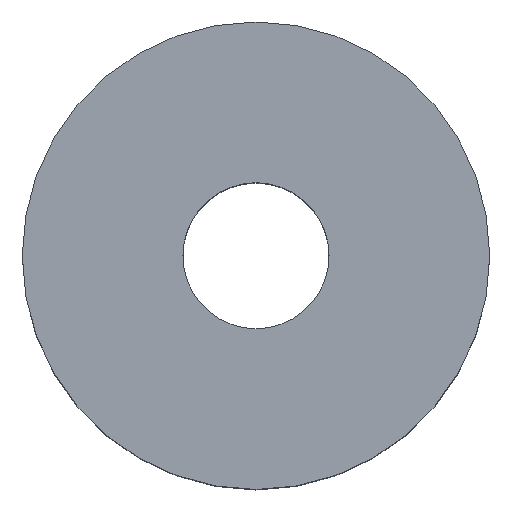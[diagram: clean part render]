
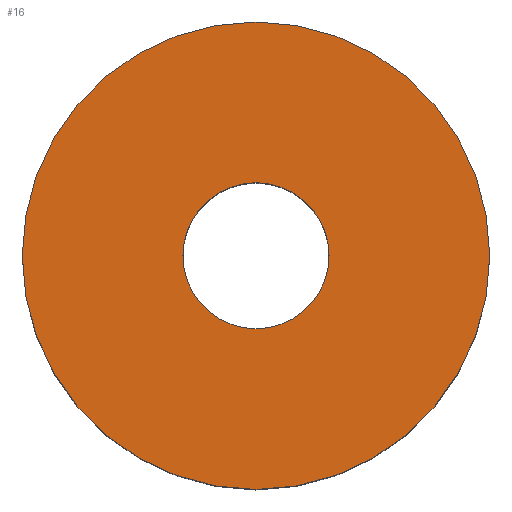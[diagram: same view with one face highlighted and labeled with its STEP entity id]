
A CAD part, top view. The second image highlights one B-rep face of the part: STEP entity #16.
In plain terms, the highlighted planar face has unit normal (0, 0, 1).
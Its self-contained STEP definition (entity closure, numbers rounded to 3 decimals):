
#3 = ORIENTED_EDGE ( 'NONE', *, *, #64, .F. ) ;
#5 = EDGE_LOOP ( 'NONE', ( #60, #3 ) ) ;
#8 = AXIS2_PLACEMENT_3D ( 'NONE', #162, #139, #125 ) ;
#12 = EDGE_LOOP ( 'NONE', ( #192, #237 ) ) ;
#13 = CARTESIAN_POINT ( 'NONE',  ( -56.6, -31.001, 13. ) ) ;
#16 = ADVANCED_FACE ( 'NONE', ( #245, #155 ), #29, .T. ) ;
#29 = PLANE ( 'NONE',  #96 ) ;
#31 = DIRECTION ( 'NONE',  ( 0., 0., 1. ) ) ;
#34 = EDGE_CURVE ( 'NONE', #198, #116, #105, .T. ) ;
#48 = AXIS2_PLACEMENT_3D ( 'NONE', #217, #135, #197 ) ;
#49 = DIRECTION ( 'NONE',  ( 1., 0., 0. ) ) ;
#60 = ORIENTED_EDGE ( 'NONE', *, *, #222, .F. ) ;
#61 = AXIS2_PLACEMENT_3D ( 'NONE', #68, #158, #159 ) ;
#64 = EDGE_CURVE ( 'NONE', #211, #127, #147, .T. ) ;
#68 = CARTESIAN_POINT ( 'NONE',  ( -56.6, -31.001, 13. ) ) ;
#70 = EDGE_CURVE ( 'NONE', #116, #198, #71, .T. ) ;
#71 = CIRCLE ( 'NONE', #48, 4. ) ;
#73 = CARTESIAN_POINT ( 'NONE',  ( -56.6, -31.001, 13. ) ) ;
#86 = DIRECTION ( 'NONE',  ( 0., 0., 1. ) ) ;
#87 = CARTESIAN_POINT ( 'NONE',  ( -55.35, -31.001, 13. ) ) ;
#96 = AXIS2_PLACEMENT_3D ( 'NONE', #13, #86, #49 ) ;
#105 = CIRCLE ( 'NONE', #61, 4. ) ;
#116 = VERTEX_POINT ( 'NONE', #181 ) ;
#125 = DIRECTION ( 'NONE',  ( 1., 0., 0. ) ) ;
#127 = VERTEX_POINT ( 'NONE', #246 ) ;
#135 = DIRECTION ( 'NONE',  ( 0., 0., 1. ) ) ;
#139 = DIRECTION ( 'NONE',  ( 0., 0., 1. ) ) ;
#147 = CIRCLE ( 'NONE', #170, 1.25 ) ;
#155 = FACE_BOUND ( 'NONE', #5, .T. ) ;
#156 = DIRECTION ( 'NONE',  ( 1., 0., 0. ) ) ;
#158 = DIRECTION ( 'NONE',  ( 0., 0., 1. ) ) ;
#159 = DIRECTION ( 'NONE',  ( 1., 0., 0. ) ) ;
#162 = CARTESIAN_POINT ( 'NONE',  ( -56.6, -31.001, 13. ) ) ;
#166 = CARTESIAN_POINT ( 'NONE',  ( -52.6, -31.001, 13. ) ) ;
#170 = AXIS2_PLACEMENT_3D ( 'NONE', #73, #31, #156 ) ;
#181 = CARTESIAN_POINT ( 'NONE',  ( -60.6, -31.001, 13. ) ) ;
#192 = ORIENTED_EDGE ( 'NONE', *, *, #70, .T. ) ;
#197 = DIRECTION ( 'NONE',  ( 1., 0., 0. ) ) ;
#198 = VERTEX_POINT ( 'NONE', #166 ) ;
#201 = CIRCLE ( 'NONE', #8, 1.25 ) ;
#211 = VERTEX_POINT ( 'NONE', #87 ) ;
#217 = CARTESIAN_POINT ( 'NONE',  ( -56.6, -31.001, 13. ) ) ;
#222 = EDGE_CURVE ( 'NONE', #127, #211, #201, .T. ) ;
#237 = ORIENTED_EDGE ( 'NONE', *, *, #34, .T. ) ;
#245 = FACE_OUTER_BOUND ( 'NONE', #12, .T. ) ;
#246 = CARTESIAN_POINT ( 'NONE',  ( -57.85, -31.001, 13. ) ) ;
